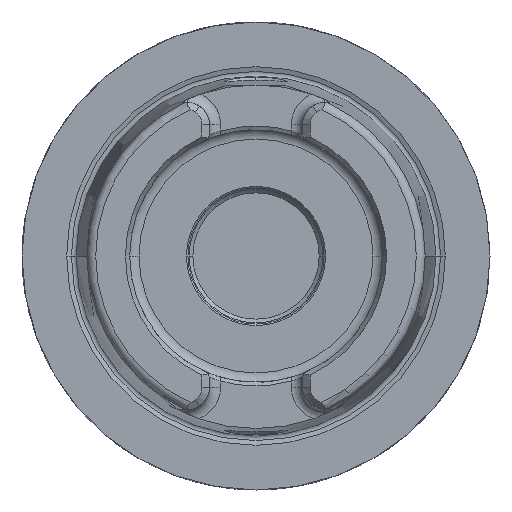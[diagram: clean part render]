
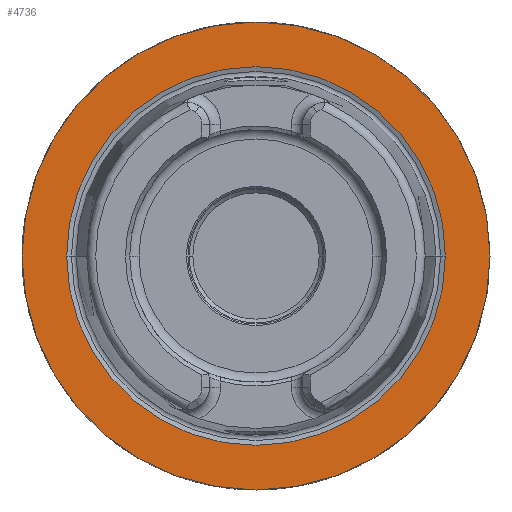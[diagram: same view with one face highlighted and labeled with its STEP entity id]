
A CAD part, left-side view. The second image highlights one B-rep face of the part: STEP entity #4736.
In plain terms, the highlighted planar face has unit normal (-1, 0, 0).
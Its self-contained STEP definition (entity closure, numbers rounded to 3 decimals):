
#1068=CARTESIAN_POINT('',(0.,0.,0.));
#1069=DIRECTION('',(1.,0.,0.));
#1070=DIRECTION('',(0.,1.,0.));
#1071=AXIS2_PLACEMENT_3D('',#1068,#1069,#1070);
#1073=CARTESIAN_POINT('',(0.,0.,0.));
#1074=DIRECTION('',(-1.,0.,0.));
#1075=DIRECTION('',(0.,1.,0.));
#1076=AXIS2_PLACEMENT_3D('',#1073,#1074,#1075);
#1078=CARTESIAN_POINT('',(0.,0.,0.));
#1079=DIRECTION('',(-1.,0.,0.));
#1080=DIRECTION('',(0.,-1.,0.));
#1081=AXIS2_PLACEMENT_3D('',#1078,#1079,#1080);
#1083=CARTESIAN_POINT('',(0.,0.,0.));
#1084=DIRECTION('',(-1.,0.,0.));
#1085=DIRECTION('',(0.,1.,0.));
#1086=AXIS2_PLACEMENT_3D('',#1083,#1084,#1085);
#2963=CARTESIAN_POINT('',(0.,31.5,0.));
#2964=CARTESIAN_POINT('',(0.,-31.5,0.));
#2965=VERTEX_POINT('',#2963);
#2966=VERTEX_POINT('',#2964);
#2991=CARTESIAN_POINT('',(0.,-25.49,0.));
#2992=VERTEX_POINT('',#2991);
#2993=CARTESIAN_POINT('',(0.,25.49,0.));
#2994=VERTEX_POINT('',#2993);
#4721=CARTESIAN_POINT('',(0.,0.,0.));
#4722=DIRECTION('',(1.,0.,0.));
#4723=DIRECTION('',(0.,-1.,0.));
#4724=AXIS2_PLACEMENT_3D('',#4721,#4722,#4723);
#4725=PLANE('',#4724);
#4727=ORIENTED_EDGE('',*,*,#4726,.T.);
#4729=ORIENTED_EDGE('',*,*,#4728,.F.);
#4730=EDGE_LOOP('',(#4727,#4729));
#4731=FACE_OUTER_BOUND('',#4730,.F.);
#4732=ORIENTED_EDGE('',*,*,#4716,.T.);
#4733=ORIENTED_EDGE('',*,*,#4700,.T.);
#4734=EDGE_LOOP('',(#4732,#4733));
#4735=FACE_BOUND('',#4734,.F.);
#4736=ADVANCED_FACE('',(#4731,#4735),#4725,.F.);
#1072=CIRCLE('',#1071,31.5);
#1077=CIRCLE('',#1076,31.5);
#1082=CIRCLE('',#1081,25.49);
#1087=CIRCLE('',#1086,25.49);
#4700=EDGE_CURVE('',#2994,#2992,#1087,.T.);
#4716=EDGE_CURVE('',#2992,#2994,#1082,.T.);
#4726=EDGE_CURVE('',#2965,#2966,#1072,.T.);
#4728=EDGE_CURVE('',#2965,#2966,#1077,.T.);
